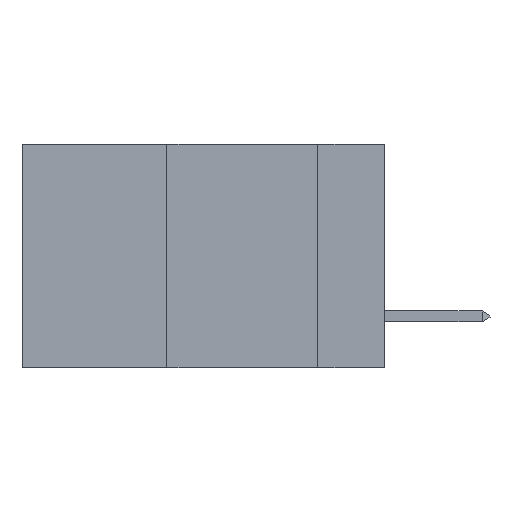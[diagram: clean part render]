
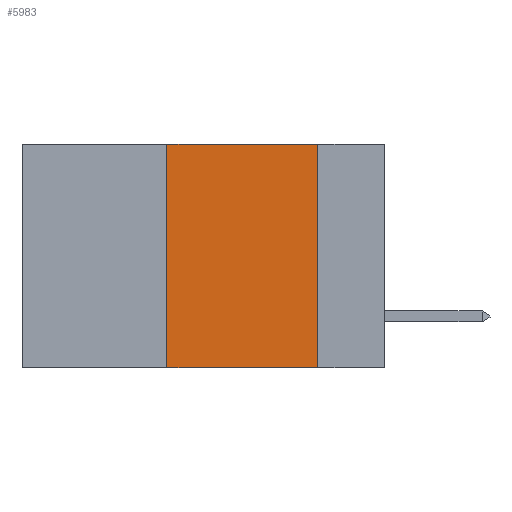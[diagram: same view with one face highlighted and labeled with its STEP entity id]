
A CAD part, left-side view. The second image highlights one B-rep face of the part: STEP entity #5983.
In plain terms, the highlighted planar face has unit normal (-1, 0, 0).
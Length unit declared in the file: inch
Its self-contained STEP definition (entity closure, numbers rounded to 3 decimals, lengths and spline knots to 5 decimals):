
#335 = VERTEX_POINT ( 'NONE', #8918 ) ;
#578 = DIRECTION ( 'NONE',  ( 0., 0., -1. ) ) ;
#1126 = VERTEX_POINT ( 'NONE', #12844 ) ;
#1837 = VECTOR ( 'NONE', #7448, 39.37008 ) ;
#2567 = VERTEX_POINT ( 'NONE', #9118 ) ;
#4480 = DIRECTION ( 'NONE',  ( 0., 0., 1. ) ) ;
#4990 = CARTESIAN_POINT ( 'NONE',  ( 0., 0.6, 0. ) ) ;
#5362 = CARTESIAN_POINT ( 'NONE',  ( 0., 0.6, -0.37 ) ) ;
#5379 = CARTESIAN_POINT ( 'NONE',  ( 0., 0.11, 0. ) ) ;
#5448 = DIRECTION ( 'NONE',  ( 0., -1., 0. ) ) ;
#5706 = EDGE_CURVE ( 'NONE', #2567, #6132, #7078, .T. ) ;
#5883 = VECTOR ( 'NONE', #4480, 39.37008 ) ;
#5893 = CARTESIAN_POINT ( 'NONE',  ( 0., 0.6, 0. ) ) ;
#5983 = ADVANCED_FACE ( 'NONE', ( #8702 ), #12261, .F. ) ;
#6132 = VERTEX_POINT ( 'NONE', #5379 ) ;
#6763 = EDGE_CURVE ( 'NONE', #6132, #1126, #11001, .T. ) ;
#6868 = EDGE_CURVE ( 'NONE', #335, #1126, #9004, .T. ) ;
#6927 = EDGE_CURVE ( 'NONE', #335, #2567, #11153, .T. ) ;
#7078 = LINE ( 'NONE', #5893, #1837 ) ;
#7106 = DIRECTION ( 'NONE',  ( 0., 0., -1. ) ) ;
#7448 = DIRECTION ( 'NONE',  ( 0., -1., 0. ) ) ;
#7514 = VECTOR ( 'NONE', #578, 39.37008 ) ;
#8667 = ORIENTED_EDGE ( 'NONE', *, *, #6868, .T. ) ;
#8702 = FACE_OUTER_BOUND ( 'NONE', #11226, .T. ) ;
#8918 = CARTESIAN_POINT ( 'NONE',  ( 0., 0.36, -0.37 ) ) ;
#9004 = LINE ( 'NONE', #5362, #11474 ) ;
#9118 = CARTESIAN_POINT ( 'NONE',  ( 0., 0.36, 0. ) ) ;
#10830 = ORIENTED_EDGE ( 'NONE', *, *, #6763, .F. ) ;
#11001 = LINE ( 'NONE', #12490, #7514 ) ;
#11153 = LINE ( 'NONE', #11835, #5883 ) ;
#11226 = EDGE_LOOP ( 'NONE', ( #10830, #13695, #13405, #8667 ) ) ;
#11474 = VECTOR ( 'NONE', #5448, 39.37008 ) ;
#11835 = CARTESIAN_POINT ( 'NONE',  ( 0., 0.36, 0. ) ) ;
#12261 = PLANE ( 'NONE',  #13550 ) ;
#12490 = CARTESIAN_POINT ( 'NONE',  ( 0., 0.11, 0. ) ) ;
#12844 = CARTESIAN_POINT ( 'NONE',  ( 0., 0.11, -0.37 ) ) ;
#13212 = DIRECTION ( 'NONE',  ( 1., 0., 0. ) ) ;
#13405 = ORIENTED_EDGE ( 'NONE', *, *, #6927, .F. ) ;
#13550 = AXIS2_PLACEMENT_3D ( 'NONE', #4990, #13212, #7106 ) ;
#13695 = ORIENTED_EDGE ( 'NONE', *, *, #5706, .F. ) ;
